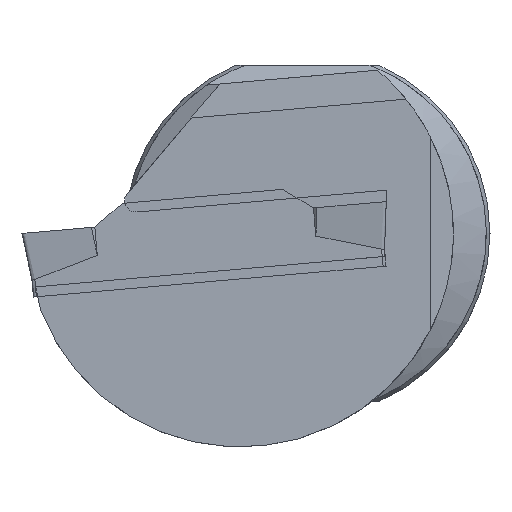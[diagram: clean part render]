
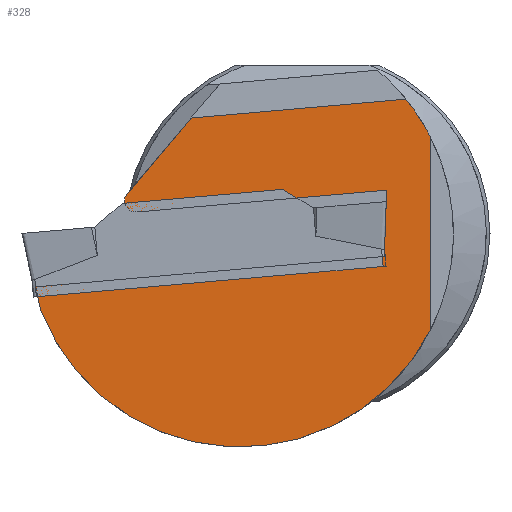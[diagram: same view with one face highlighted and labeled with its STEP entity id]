
A CAD part, left-side view. The second image highlights one B-rep face of the part: STEP entity #328.
In plain terms, the highlighted planar face has unit normal (-1, 0, 0).
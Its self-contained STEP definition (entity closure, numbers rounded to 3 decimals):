
#286=CIRCLE('',#1269,14.6);
#287=CIRCLE('',#1270,14.6);
#288=CIRCLE('',#1271,0.8);
#328=ADVANCED_FACE('',(#420),#374,.T.);
#374=PLANE('',#1272);
#420=FACE_OUTER_BOUND('',#474,.T.);
#474=EDGE_LOOP('',(#677,#678,#679,#680,#681,#682,#683,#684,#685,#686));
#677=ORIENTED_EDGE('',*,*,#981,.T.);
#678=ORIENTED_EDGE('',*,*,#982,.F.);
#679=ORIENTED_EDGE('',*,*,#983,.F.);
#680=ORIENTED_EDGE('',*,*,#984,.F.);
#681=ORIENTED_EDGE('',*,*,#985,.F.);
#682=ORIENTED_EDGE('',*,*,#986,.F.);
#683=ORIENTED_EDGE('',*,*,#987,.F.);
#684=ORIENTED_EDGE('',*,*,#988,.T.);
#685=ORIENTED_EDGE('',*,*,#989,.T.);
#686=ORIENTED_EDGE('',*,*,#990,.T.);
#861=VERTEX_POINT('',#1879);
#862=VERTEX_POINT('',#1880);
#863=VERTEX_POINT('',#1882);
#864=VERTEX_POINT('',#1884);
#865=VERTEX_POINT('',#1886);
#866=VERTEX_POINT('',#1888);
#867=VERTEX_POINT('',#1890);
#868=VERTEX_POINT('',#1892);
#869=VERTEX_POINT('',#1894);
#870=VERTEX_POINT('',#1896);
#981=EDGE_CURVE('',#861,#862,#1096,.T.);
#982=EDGE_CURVE('',#863,#862,#1097,.T.);
#983=EDGE_CURVE('',#864,#863,#286,.T.);
#984=EDGE_CURVE('',#865,#864,#1098,.T.);
#985=EDGE_CURVE('',#866,#865,#287,.T.);
#986=EDGE_CURVE('',#867,#866,#1099,.T.);
#987=EDGE_CURVE('',#868,#867,#1100,.T.);
#988=EDGE_CURVE('',#868,#869,#288,.T.);
#989=EDGE_CURVE('',#869,#870,#1101,.T.);
#990=EDGE_CURVE('',#870,#861,#1102,.T.);
#1096=LINE('',#1878,#1185);
#1097=LINE('',#1881,#1186);
#1098=LINE('',#1885,#1187);
#1099=LINE('',#1889,#1188);
#1100=LINE('',#1891,#1189);
#1101=LINE('',#1895,#1190);
#1102=LINE('',#1897,#1191);
#1185=VECTOR('',#1470,1.);
#1186=VECTOR('',#1471,1.);
#1187=VECTOR('',#1474,1.);
#1188=VECTOR('',#1477,1.);
#1189=VECTOR('',#1478,1.);
#1190=VECTOR('',#1481,1.);
#1191=VECTOR('',#1482,1.);
#1269=AXIS2_PLACEMENT_3D('',#1883,#1472,#1473);
#1270=AXIS2_PLACEMENT_3D('',#1887,#1475,#1476);
#1271=AXIS2_PLACEMENT_3D('',#1893,#1479,#1480);
#1272=AXIS2_PLACEMENT_3D('',#1898,#1483,#1484);
#1470=DIRECTION('',(0.,0.996,-0.087));
#1471=DIRECTION('',(0.,0.208,0.978));
#1472=DIRECTION('',(1.,0.,0.));
#1473=DIRECTION('',(0.,0.,1.));
#1474=DIRECTION('',(0.,0.,-1.));
#1475=DIRECTION('',(1.,0.,0.));
#1476=DIRECTION('',(0.,0.,1.));
#1477=DIRECTION('',(0.,-0.996,0.087));
#1478=DIRECTION('',(0.,-0.643,0.766));
#1479=DIRECTION('',(-1.,0.,0.));
#1480=DIRECTION('',(0.,1.,0.));
#1481=DIRECTION('',(0.,-0.996,0.087));
#1482=DIRECTION('',(0.,0.035,-0.999));
#1483=DIRECTION('',(-1.,0.,0.));
#1484=DIRECTION('',(0.,0.,1.));
#1878=CARTESIAN_POINT('',(0.4,20.598,-3.835));
#1879=CARTESIAN_POINT('',(0.4,-5.274,-1.572));
#1880=CARTESIAN_POINT('',(0.4,18.561,-3.657));
#1881=CARTESIAN_POINT('',(0.4,18.502,-3.933));
#1882=CARTESIAN_POINT('',(0.4,18.22,-5.258));
#1883=CARTESIAN_POINT('',(0.4,4.6,0.));
#1884=CARTESIAN_POINT('',(0.4,-8.4,-6.645));
#1885=CARTESIAN_POINT('',(0.4,-8.4,0.));
#1886=CARTESIAN_POINT('',(0.4,-8.4,6.645));
#1887=CARTESIAN_POINT('',(0.4,4.6,0.));
#1888=CARTESIAN_POINT('',(0.4,-6.754,9.178));
#1889=CARTESIAN_POINT('',(0.4,0.746,8.522));
#1890=CARTESIAN_POINT('',(0.4,7.943,7.892));
#1891=CARTESIAN_POINT('',(0.4,8.547,7.172));
#1892=CARTESIAN_POINT('',(0.4,12.44,2.533));
#1893=CARTESIAN_POINT('',(0.4,11.686,2.265));
#1894=CARTESIAN_POINT('',(0.4,11.617,1.468));
#1895=CARTESIAN_POINT('',(0.4,0.268,2.461));
#1896=CARTESIAN_POINT('',(0.4,-5.432,2.959));
#1897=CARTESIAN_POINT('',(0.4,-5.302,-0.757));
#1898=CARTESIAN_POINT('',(0.4,0.,0.));
